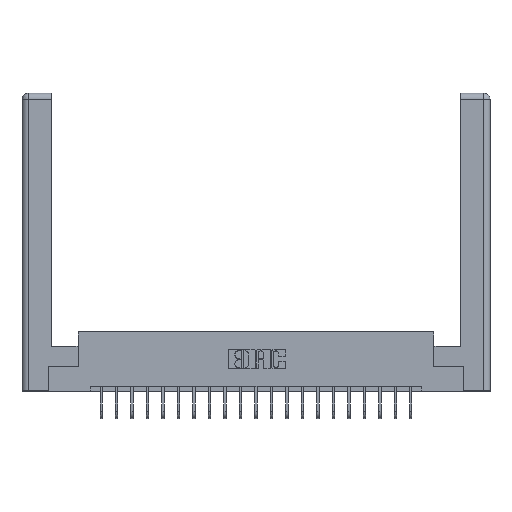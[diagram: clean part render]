
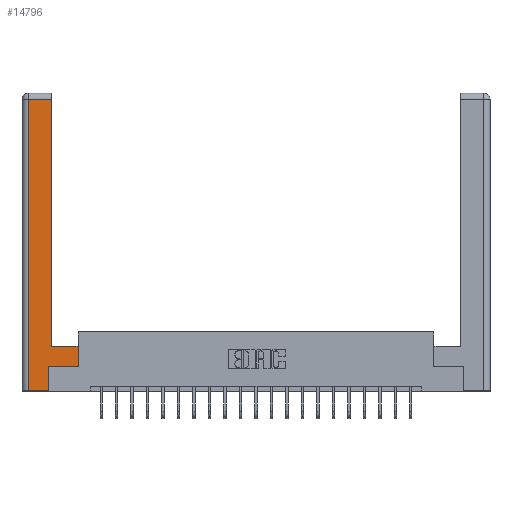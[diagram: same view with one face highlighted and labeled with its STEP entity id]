
A CAD part, top view. The second image highlights one B-rep face of the part: STEP entity #14796.
In plain terms, the highlighted planar face has unit normal (0, 0, 1).
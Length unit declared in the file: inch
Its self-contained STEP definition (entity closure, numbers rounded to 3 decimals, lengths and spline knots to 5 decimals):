
#466 = LINE ( 'NONE', #18589, #12902 ) ;
#693 = VECTOR ( 'NONE', #17441, 39.37008 ) ;
#747 = LINE ( 'NONE', #19541, #9100 ) ;
#1001 = VECTOR ( 'NONE', #2565, 39.37008 ) ;
#1286 = CARTESIAN_POINT ( 'NONE',  ( 0.0615, 0., 0. ) ) ;
#1309 = DIRECTION ( 'NONE',  ( -1., 0., 0. ) ) ;
#1994 = EDGE_CURVE ( 'NONE', #3520, #16442, #466, .T. ) ;
#2046 = VERTEX_POINT ( 'NONE', #18656 ) ;
#2504 = VERTEX_POINT ( 'NONE', #12298 ) ;
#2565 = DIRECTION ( 'NONE',  ( -1., 0., 0. ) ) ;
#2815 = DIRECTION ( 'NONE',  ( 0., 0., -1. ) ) ;
#3520 = VERTEX_POINT ( 'NONE', #11672 ) ;
#4071 = ORIENTED_EDGE ( 'NONE', *, *, #13027, .T. ) ;
#4500 = VERTEX_POINT ( 'NONE', #5740 ) ;
#4661 = CARTESIAN_POINT ( 'NONE',  ( 0., 0., 0. ) ) ;
#5068 = LINE ( 'NONE', #8540, #14192 ) ;
#5114 = AXIS2_PLACEMENT_3D ( 'NONE', #4661, #2815, #1309 ) ;
#5188 = ORIENTED_EDGE ( 'NONE', *, *, #1994, .T. ) ;
#5658 = CARTESIAN_POINT ( 'NONE',  ( 0.295, 3., 0. ) ) ;
#5740 = CARTESIAN_POINT ( 'NONE',  ( 0.0615, 0., 0. ) ) ;
#5930 = ORIENTED_EDGE ( 'NONE', *, *, #14052, .T. ) ;
#6072 = EDGE_CURVE ( 'NONE', #16442, #9077, #13137, .T. ) ;
#6185 = VECTOR ( 'NONE', #15765, 39.37008 ) ;
#6208 = PLANE ( 'NONE',  #5114 ) ;
#6478 = VERTEX_POINT ( 'NONE', #18856 ) ;
#6610 = ORIENTED_EDGE ( 'NONE', *, *, #14544, .T. ) ;
#7078 = DIRECTION ( 'NONE',  ( 0., 1., 0. ) ) ;
#7129 = ORIENTED_EDGE ( 'NONE', *, *, #20461, .T. ) ;
#7363 = DIRECTION ( 'NONE',  ( 0., 1., 0. ) ) ;
#8083 = CARTESIAN_POINT ( 'NONE',  ( 0.0615, 2.94, 0. ) ) ;
#8477 = EDGE_CURVE ( 'NONE', #9077, #2504, #5068, .T. ) ;
#8540 = CARTESIAN_POINT ( 'NONE',  ( 0.565, 0.45, 0. ) ) ;
#8614 = DIRECTION ( 'NONE',  ( 0., 1., 0. ) ) ;
#9077 = VERTEX_POINT ( 'NONE', #15205 ) ;
#9100 = VECTOR ( 'NONE', #20966, 39.37008 ) ;
#9427 = DIRECTION ( 'NONE',  ( -1., 0., 0. ) ) ;
#9618 = LINE ( 'NONE', #17235, #1001 ) ;
#10210 = ORIENTED_EDGE ( 'NONE', *, *, #8477, .T. ) ;
#10346 = CARTESIAN_POINT ( 'NONE',  ( 0.295, 0.45, 0. ) ) ;
#10757 = ORIENTED_EDGE ( 'NONE', *, *, #6072, .T. ) ;
#11421 = EDGE_CURVE ( 'NONE', #6478, #4500, #20407, .T. ) ;
#11672 = CARTESIAN_POINT ( 'NONE',  ( 0.265, 0., 0. ) ) ;
#12298 = CARTESIAN_POINT ( 'NONE',  ( 0.565, 0.45, 0. ) ) ;
#12412 = VECTOR ( 'NONE', #7078, 39.37008 ) ;
#12902 = VECTOR ( 'NONE', #7363, 39.37008 ) ;
#12976 = VECTOR ( 'NONE', #9427, 39.37008 ) ;
#13027 = EDGE_CURVE ( 'NONE', #2046, #6478, #17290, .T. ) ;
#13137 = LINE ( 'NONE', #15894, #693 ) ;
#14052 = EDGE_CURVE ( 'NONE', #2504, #19153, #9618, .T. ) ;
#14192 = VECTOR ( 'NONE', #8614, 39.37008 ) ;
#14544 = EDGE_CURVE ( 'NONE', #19153, #2046, #14699, .T. ) ;
#14699 = LINE ( 'NONE', #5658, #12412 ) ;
#14796 = ADVANCED_FACE ( 'NONE', ( #19783 ), #6208, .F. ) ;
#15205 = CARTESIAN_POINT ( 'NONE',  ( 0.565, 0.245, 0. ) ) ;
#15765 = DIRECTION ( 'NONE',  ( 0., -1., 0. ) ) ;
#15894 = CARTESIAN_POINT ( 'NONE',  ( 0.565, 0.245, 0. ) ) ;
#16442 = VERTEX_POINT ( 'NONE', #17907 ) ;
#16942 = EDGE_LOOP ( 'NONE', ( #6610, #4071, #20677, #7129, #5188, #10757, #10210, #5930 ) ) ;
#17235 = CARTESIAN_POINT ( 'NONE',  ( 0.295, 0.45, 0. ) ) ;
#17290 = LINE ( 'NONE', #8083, #12976 ) ;
#17441 = DIRECTION ( 'NONE',  ( 1., 0., 0. ) ) ;
#17907 = CARTESIAN_POINT ( 'NONE',  ( 0.265, 0.245, 0. ) ) ;
#18589 = CARTESIAN_POINT ( 'NONE',  ( 0.265, 0.245, 0. ) ) ;
#18656 = CARTESIAN_POINT ( 'NONE',  ( 0.295, 2.94, 0. ) ) ;
#18856 = CARTESIAN_POINT ( 'NONE',  ( 0.0615, 2.94, 0. ) ) ;
#19153 = VERTEX_POINT ( 'NONE', #10346 ) ;
#19541 = CARTESIAN_POINT ( 'NONE',  ( 0.265, 0., 0. ) ) ;
#19783 = FACE_OUTER_BOUND ( 'NONE', #16942, .T. ) ;
#20407 = LINE ( 'NONE', #1286, #6185 ) ;
#20461 = EDGE_CURVE ( 'NONE', #4500, #3520, #747, .T. ) ;
#20677 = ORIENTED_EDGE ( 'NONE', *, *, #11421, .T. ) ;
#20966 = DIRECTION ( 'NONE',  ( 1., 0., 0. ) ) ;
